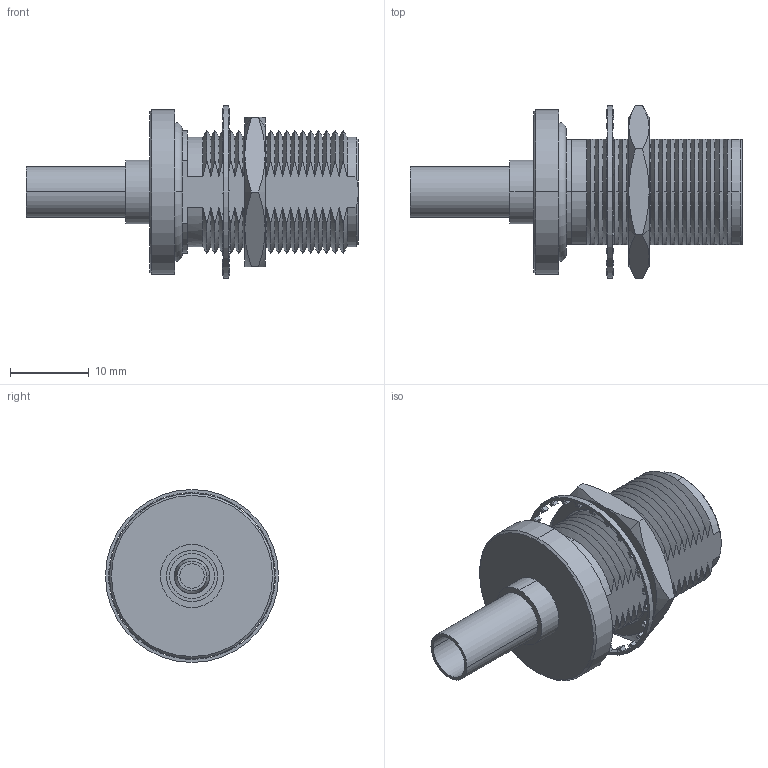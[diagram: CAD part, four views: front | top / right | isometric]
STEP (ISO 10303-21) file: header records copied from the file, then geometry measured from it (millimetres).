
FILE_DESCRIPTION (( 'STEP AP214' ), '1' );
FILE_NAME ('FMCN1746_3D.STEP', '2021-09-20T20:26:54', ( '' ), ( '' ), 'SwSTEP 2.0', 'SolidWorks 2021', '' );
FILE_SCHEMA (( 'AUTOMOTIVE_DESIGN' ));
Length unit declared in the file: inch
Products named in the file (7): PE4371-MA1; PE4371-MA4; PE4371-MA5; PE4371-MA0; PE4371-MA2; FMCN1746_3D; PE4371-MA3
Assembly tree (6 placements, depth 2):
  FMCN1746_3D
    PE4371-MA0
    PE4371-MA1
    PE4371-MA2
    PE4371-MA3
    PE4371-MA4
    PE4371-MA5
Bounding box: 42.24 x 22 x 22 mm (x, y, z)
Volume: 5208.7 mm3; surface area: 4854.8 mm2
Topology: 6 solids, 6 shells, 1822 faces, 4018 edges, 2217 vertices
Faces by surface type: bspline 1056, plane 332, cylinder 294, cone 136, torus 4
Entity records: 80448 total; most frequent: CARTESIAN_POINT 51878, ORIENTED_EDGE 8036, EDGE_CURVE 4018, DIRECTION 3155, VERTEX_POINT 2217, EDGE_LOOP 1843, FACE_OUTER_BOUND 1822, ADVANCED_FACE 1822
